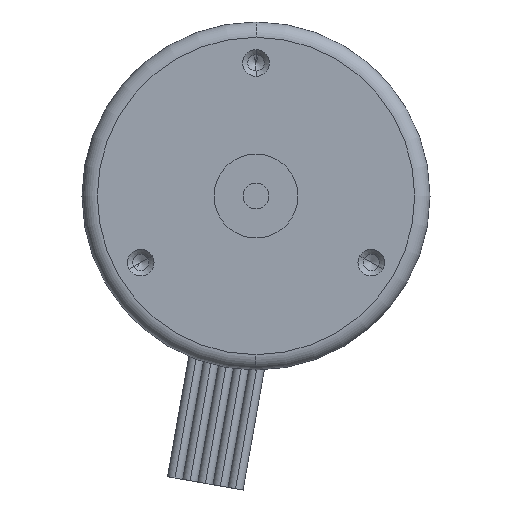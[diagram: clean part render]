
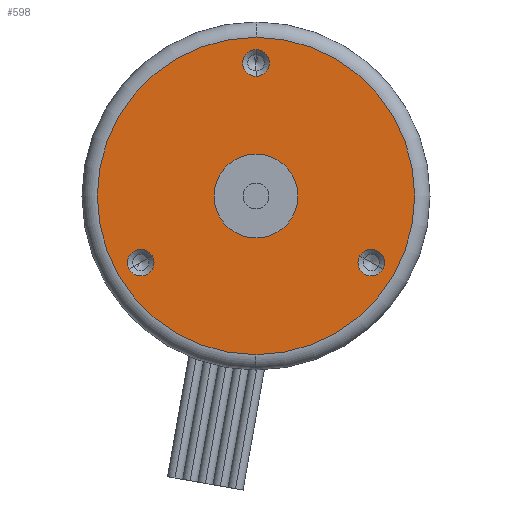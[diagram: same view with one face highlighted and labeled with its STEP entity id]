
A CAD part, left-side view. The second image highlights one B-rep face of the part: STEP entity #598.
In plain terms, the highlighted planar face has unit normal (-1, 0, 0).
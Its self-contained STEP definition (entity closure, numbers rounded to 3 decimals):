
#402=CARTESIAN_POINT('POINT13271',(0.,
   0.,4.1));
#403=VERTEX_POINT('VERTEX13271',#402);
#410=CARTESIAN_POINT('POINT13272',(0.,
   0.,-4.1));
#411=VERTEX_POINT('VERTEX13272',#410);
#412=CARTESIAN_POINT('POS19082',(0.,0.,
   0.));
#413=DIRECTION('DIR29827',(-1.,0.,0.));
#414=DIRECTION('DIR29828',(0.,0.,1.));
#415=AXIS2_PLACEMENT_3D('AXIS10746',#412,#413,#414);
#416=CIRCLE('ELLIPSE5220',#415,4.1);
#417=EDGE_CURVE('EDGE21391',#403,#411,#416,.T.);
#437=EDGE_CURVE('EDGE21393',#411,#403,#416,.T.);
#442=CARTESIAN_POINT('POINT13273',(0.,
   10.132,-5.85));
#443=VERTEX_POINT('VERTEX13273',#442);
#450=CARTESIAN_POINT('POINT13274',(0.,12.384,
   -7.15));
#451=VERTEX_POINT('VERTEX13274',#450);
#452=CARTESIAN_POINT('POS19086',(0.,11.258,
   -6.5));
#453=DIRECTION('DIR29833',(1.,0.,
   0.));
#454=DIRECTION('DIR29834',(0.,-0.866
   ,0.5));
#455=AXIS2_PLACEMENT_3D('AXIS10748',#452,#453,#454);
#456=CIRCLE('ELLIPSE5221',#455,1.3);
#457=EDGE_CURVE('EDGE21395',#451,#443,#456,.T.);
#477=EDGE_CURVE('EDGE21397',#443,#451,#456,.T.);
#482=CARTESIAN_POINT('POINT13275',(0.,
   -10.132,-5.85));
#483=VERTEX_POINT('VERTEX13275',#482);
#490=CARTESIAN_POINT('POINT13276',(0.,
   -12.384,-7.15));
#491=VERTEX_POINT('VERTEX13276',#490);
#492=CARTESIAN_POINT('POS19090',(0.,
   -11.258,-6.5));
#493=DIRECTION('DIR29839',(1.,0.,
   0.));
#494=DIRECTION('DIR29840',(0.,0.866,
   0.5));
#495=AXIS2_PLACEMENT_3D('AXIS10750',#492,#493,#494);
#496=CIRCLE('ELLIPSE5222',#495,1.3);
#497=EDGE_CURVE('EDGE21399',#491,#483,#496,.T.);
#517=EDGE_CURVE('EDGE21401',#483,#491,#496,.T.);
#522=CARTESIAN_POINT('POINT13277',(0.,0.,
   11.7));
#523=VERTEX_POINT('VERTEX13277',#522);
#530=CARTESIAN_POINT('POINT13278',(0.,
   0.,14.3));
#531=VERTEX_POINT('VERTEX13278',#530);
#532=CARTESIAN_POINT('POS19094',(0.,
   0.,13.));
#533=DIRECTION('DIR29845',(1.,0.,0.));
#534=DIRECTION('DIR29846',(0.,0.,-1.));
#535=AXIS2_PLACEMENT_3D('AXIS10752',#532,#533,#534);
#536=CIRCLE('ELLIPSE5223',#535,1.3);
#537=EDGE_CURVE('EDGE21403',#531,#523,#536,.T.);
#557=EDGE_CURVE('EDGE21405',#523,#531,#536,.T.);
#562=CARTESIAN_POINT('POINT13279',(0.,0.,
   15.5));
#563=VERTEX_POINT('VERTEX13279',#562);
#564=CARTESIAN_POINT('POINT13280',(0.,0.,
   -15.5));
#565=VERTEX_POINT('VERTEX13280',#564);
#566=CARTESIAN_POINT('POS19097',(0.,0.,0.));
#567=DIRECTION('DIR29850',(-1.,0.,0.));
#568=DIRECTION('DIR29851',(0.,0.,1.));
#569=AXIS2_PLACEMENT_3D('AXIS10754',#566,#567,#568);
#570=CIRCLE('ELLIPSE5224',#569,15.5);
#571=EDGE_CURVE('EDGE21406',#563,#565,#570,.T.);
#572=ORIENTED_EDGE('COEDGE42827',*,*,#571,.T.);
#573=EDGE_CURVE('EDGE21407',#565,#563,#570,.T.);
#574=ORIENTED_EDGE('COEDGE42828',*,*,#573,.T.);
#575=EDGE_LOOP('NONE',(#572,#574));
#576=FACE_BOUND('LOOP1',#575,.T.);
#577=ORIENTED_EDGE('COEDGE42829',*,*,#557,.T.);
#578=ORIENTED_EDGE('COEDGE42830',*,*,#537,.T.);
#579=EDGE_LOOP('NONE',(#577,#578));
#580=FACE_BOUND('LOOP1',#579,.T.);
#581=ORIENTED_EDGE('COEDGE42831',*,*,#517,.T.);
#582=ORIENTED_EDGE('COEDGE42832',*,*,#497,.T.);
#583=EDGE_LOOP('NONE',(#581,#582));
#584=FACE_BOUND('LOOP1',#583,.T.);
#585=ORIENTED_EDGE('COEDGE42833',*,*,#477,.T.);
#586=ORIENTED_EDGE('COEDGE42834',*,*,#457,.T.);
#587=EDGE_LOOP('NONE',(#585,#586));
#588=FACE_BOUND('LOOP1',#587,.T.);
#589=ORIENTED_EDGE('COEDGE42835',*,*,#437,.F.);
#590=ORIENTED_EDGE('COEDGE42836',*,*,#417,.F.);
#591=EDGE_LOOP('NONE',(#589,#590));
#592=FACE_BOUND('LOOP1',#591,.T.);
#593=CARTESIAN_POINT('POS19098',(0.,0.,
   7.75));
#594=DIRECTION('DIR29852',(-1.,0.,0.));
#595=DIRECTION('DIR29853',(0.,1.,0.));
#596=AXIS2_PLACEMENT_3D('AXIS10755',#593,#594,#595);
#597=PLANE('PLANE3046',#596);
#598=ADVANCED_FACE('FACE9585',(#576,#580,#584,#588,#592),#597,.T.);
